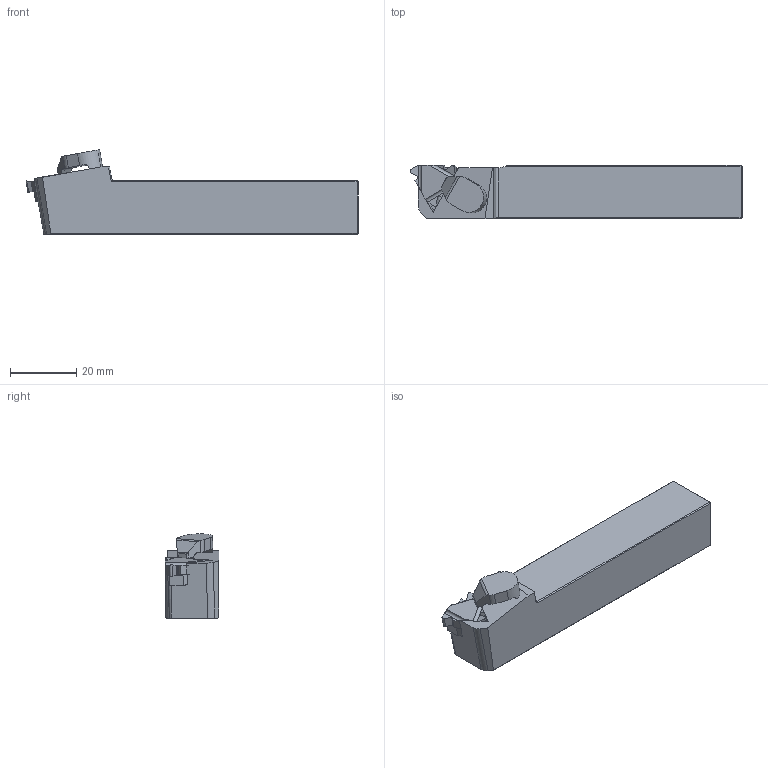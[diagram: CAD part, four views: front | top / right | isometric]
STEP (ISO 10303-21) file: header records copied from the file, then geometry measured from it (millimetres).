
FILE_DESCRIPTION(/* description */ (''),/* implementation_level */ '2;1');
FILE_NAME(/* name */ 'SEL 1616 H16C.stp',/* time_stamp */ '2023-10-19T22:37:42+03:00',/* author */ (''),/* organization */ (''),/* preprocessor_version */ 'ST-DEVELOPER v19.4',/* originating_system */ 'SIEMENS PLM Software NX2306.3001',/* authorisation */ '');
FILE_SCHEMA (('AUTOMOTIVE_DESIGN { 1 0 10303 214 3 1 1 1 }'));
Length unit declared in the file: millimetre
Products named in the file (1): SER 1616 H16C_objects
Bounding box: 99.9 x 16.04 x 25.35 mm (x, y, z)
Volume: 25374.8 mm3; surface area: 7457.3 mm2
Topology: 2 solids, 2 shells, 101 faces, 272 edges, 176 vertices
Faces by surface type: plane 68, cylinder 32, cone 1
Entity records: 3214 total; most frequent: CARTESIAN_POINT 586, ORIENTED_EDGE 544, DIRECTION 543, EDGE_CURVE 272, LINE 197, VECTOR 197, VERTEX_POINT 176, AXIS2_PLACEMENT_3D 173
